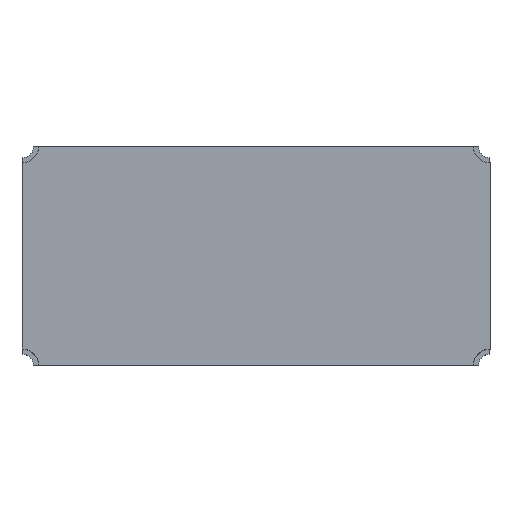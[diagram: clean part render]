
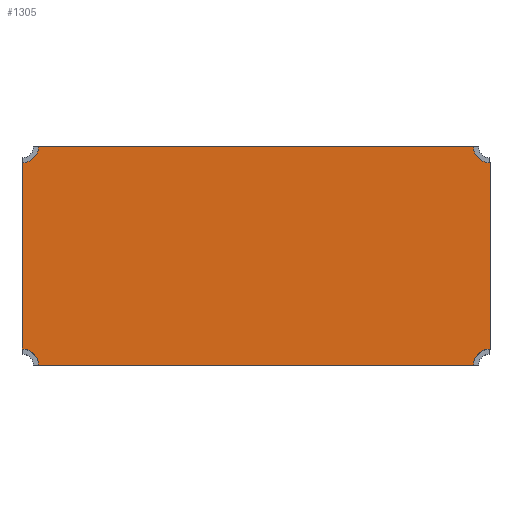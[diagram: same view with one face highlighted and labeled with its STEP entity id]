
A CAD part, top view. The second image highlights one B-rep face of the part: STEP entity #1305.
In plain terms, the highlighted planar face has unit normal (0, 0, 1).
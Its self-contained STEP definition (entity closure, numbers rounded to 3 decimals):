
#9 = DIRECTION ( 'NONE',  ( 0., -1., 0. ) ) ;
#42 = LINE ( 'NONE', #305, #3437 ) ;
#55 = CARTESIAN_POINT ( 'NONE',  ( 3.087, 0., 0. ) ) ;
#74 = DIRECTION ( 'NONE',  ( 0., -1., 0. ) ) ;
#111 = ORIENTED_EDGE ( 'NONE', *, *, #1124, .T. ) ;
#132 = VERTEX_POINT ( 'NONE', #1984 ) ;
#134 = CARTESIAN_POINT ( 'NONE',  ( 3.201, 1.387, 0. ) ) ;
#152 = LINE ( 'NONE', #1788, #3514 ) ;
#163 = ORIENTED_EDGE ( 'NONE', *, *, #1413, .T. ) ;
#188 = ORIENTED_EDGE ( 'NONE', *, *, #3705, .T. ) ;
#193 = CARTESIAN_POINT ( 'NONE',  ( 1.6, 1.387, 0. ) ) ;
#213 = CARTESIAN_POINT ( 'NONE',  ( 1.6, 0.113, 0. ) ) ;
#294 = VECTOR ( 'NONE', #1912, 1000. ) ;
#305 = CARTESIAN_POINT ( 'NONE',  ( 0.113, 0.75, 0. ) ) ;
#370 = CARTESIAN_POINT ( 'NONE',  ( 0., 1.387, 0. ) ) ;
#374 = DIRECTION ( 'NONE',  ( 0., 1., 0. ) ) ;
#394 = EDGE_CURVE ( 'NONE', #3359, #132, #939, .T. ) ;
#461 = EDGE_CURVE ( 'NONE', #2074, #933, #3547, .T. ) ;
#462 = PLANE ( 'NONE',  #3522 ) ;
#480 = CARTESIAN_POINT ( 'NONE',  ( 0., 0.113, 0. ) ) ;
#506 = ORIENTED_EDGE ( 'NONE', *, *, #1897, .T. ) ;
#507 = CARTESIAN_POINT ( 'NONE',  ( 1.6, 1.387, 0. ) ) ;
#606 = ORIENTED_EDGE ( 'NONE', *, *, #655, .T. ) ;
#622 = VECTOR ( 'NONE', #3688, 1000. ) ;
#638 = CARTESIAN_POINT ( 'NONE',  ( 3.201, 0.113, 0. ) ) ;
#655 = EDGE_CURVE ( 'NONE', #3325, #3319, #1905, .T. ) ;
#690 = DIRECTION ( 'NONE',  ( 0., -1., 0. ) ) ;
#703 = DIRECTION ( 'NONE',  ( 1., 0., 0. ) ) ;
#764 = VERTEX_POINT ( 'NONE', #2062 ) ;
#818 = CARTESIAN_POINT ( 'NONE',  ( 0.113, 0., 0. ) ) ;
#856 = DIRECTION ( 'NONE',  ( -1., 0., 0. ) ) ;
#876 = EDGE_CURVE ( 'NONE', #764, #2074, #2473, .T. ) ;
#903 = ORIENTED_EDGE ( 'NONE', *, *, #2477, .T. ) ;
#933 = VERTEX_POINT ( 'NONE', #2693 ) ;
#939 = CIRCLE ( 'NONE', #1419, 0.113 ) ;
#982 = VERTEX_POINT ( 'NONE', #2657 ) ;
#1002 = DIRECTION ( 'NONE',  ( 0., 0., -1. ) ) ;
#1027 = DIRECTION ( 'NONE',  ( -1., 0., 0. ) ) ;
#1048 = DIRECTION ( 'NONE',  ( 0., 0., -1. ) ) ;
#1096 = AXIS2_PLACEMENT_3D ( 'NONE', #2512, #1048, #2283 ) ;
#1124 = EDGE_CURVE ( 'NONE', #2863, #1376, #2556, .T. ) ;
#1125 = ORIENTED_EDGE ( 'NONE', *, *, #394, .T. ) ;
#1167 = CARTESIAN_POINT ( 'NONE',  ( 1.6, 0.113, 0. ) ) ;
#1296 = DIRECTION ( 'NONE',  ( -1., 0., 0. ) ) ;
#1305 = ADVANCED_FACE ( 'NONE', ( #1323 ), #462, .T. ) ;
#1323 = FACE_OUTER_BOUND ( 'NONE', #1988, .T. ) ;
#1324 = DIRECTION ( 'NONE',  ( 0., 0., 1. ) ) ;
#1376 = VERTEX_POINT ( 'NONE', #1904 ) ;
#1383 = AXIS2_PLACEMENT_3D ( 'NONE', #2772, #1002, #1296 ) ;
#1398 = CARTESIAN_POINT ( 'NONE',  ( 1.6, 1.501, 0. ) ) ;
#1413 = EDGE_CURVE ( 'NONE', #3549, #3359, #3746, .T. ) ;
#1417 = DIRECTION ( 'NONE',  ( 0., 0., -1. ) ) ;
#1419 = AXIS2_PLACEMENT_3D ( 'NONE', #2754, #3307, #3054 ) ;
#1466 = ORIENTED_EDGE ( 'NONE', *, *, #461, .T. ) ;
#1472 = CARTESIAN_POINT ( 'NONE',  ( 3.087, 0.75, 0. ) ) ;
#1475 = CARTESIAN_POINT ( 'NONE',  ( 3.2, 1.387, 0. ) ) ;
#1581 = EDGE_CURVE ( 'NONE', #1376, #982, #1677, .T. ) ;
#1602 = EDGE_CURVE ( 'NONE', #2053, #3549, #3646, .T. ) ;
#1611 = CIRCLE ( 'NONE', #3155, 0.113 ) ;
#1614 = CARTESIAN_POINT ( 'NONE',  ( 1.6, 0.75, 0. ) ) ;
#1631 = ORIENTED_EDGE ( 'NONE', *, *, #1602, .T. ) ;
#1677 = LINE ( 'NONE', #2409, #1771 ) ;
#1737 = CARTESIAN_POINT ( 'NONE',  ( 0., 1.5, 0. ) ) ;
#1762 = CARTESIAN_POINT ( 'NONE',  ( 0.113, -0.001, 0. ) ) ;
#1771 = VECTOR ( 'NONE', #690, 1000. ) ;
#1784 = CARTESIAN_POINT ( 'NONE',  ( 3.087, 1.501, 0. ) ) ;
#1788 = CARTESIAN_POINT ( 'NONE',  ( 3.087, 0.75, 0. ) ) ;
#1835 = CARTESIAN_POINT ( 'NONE',  ( 0.113, 1.5, 0. ) ) ;
#1842 = EDGE_CURVE ( 'NONE', #982, #2703, #2422, .T. ) ;
#1897 = EDGE_CURVE ( 'NONE', #132, #3325, #152, .T. ) ;
#1904 = CARTESIAN_POINT ( 'NONE',  ( -0.001, 1.387, 0. ) ) ;
#1905 = LINE ( 'NONE', #1398, #2621 ) ;
#1912 = DIRECTION ( 'NONE',  ( 1., 0., 0. ) ) ;
#1919 = EDGE_CURVE ( 'NONE', #3319, #2874, #2383, .T. ) ;
#1984 = CARTESIAN_POINT ( 'NONE',  ( 3.087, 1.5, 0. ) ) ;
#1988 = EDGE_LOOP ( 'NONE', ( #2927, #903, #3068, #3648, #1466, #2016, #1631, #163, #1125, #506, #606, #2532, #188, #111, #2632, #2668 ) ) ;
#2016 = ORIENTED_EDGE ( 'NONE', *, *, #2332, .T. ) ;
#2053 = VERTEX_POINT ( 'NONE', #638 ) ;
#2062 = CARTESIAN_POINT ( 'NONE',  ( 3.087, -0.001, 0. ) ) ;
#2074 = VERTEX_POINT ( 'NONE', #55 ) ;
#2097 = DIRECTION ( 'NONE',  ( 0., 1., 0. ) ) ;
#2224 = EDGE_CURVE ( 'NONE', #3348, #764, #2485, .T. ) ;
#2258 = DIRECTION ( 'NONE',  ( -1., 0., 0. ) ) ;
#2283 = DIRECTION ( 'NONE',  ( -1., 0., 0. ) ) ;
#2332 = EDGE_CURVE ( 'NONE', #933, #2053, #2401, .T. ) ;
#2346 = DIRECTION ( 'NONE',  ( 0., 1., 0. ) ) ;
#2383 = LINE ( 'NONE', #2979, #2717 ) ;
#2401 = LINE ( 'NONE', #1167, #2599 ) ;
#2409 = CARTESIAN_POINT ( 'NONE',  ( -0.001, 0.75, 0. ) ) ;
#2420 = CARTESIAN_POINT ( 'NONE',  ( 3.201, 0.75, 0. ) ) ;
#2422 = LINE ( 'NONE', #213, #294 ) ;
#2473 = LINE ( 'NONE', #1472, #3153 ) ;
#2477 = EDGE_CURVE ( 'NONE', #3735, #3348, #42, .T. ) ;
#2485 = LINE ( 'NONE', #2941, #3249 ) ;
#2512 = CARTESIAN_POINT ( 'NONE',  ( 3.2, 0., 0. ) ) ;
#2532 = ORIENTED_EDGE ( 'NONE', *, *, #1919, .T. ) ;
#2556 = LINE ( 'NONE', #507, #622 ) ;
#2599 = VECTOR ( 'NONE', #3210, 1000. ) ;
#2621 = VECTOR ( 'NONE', #2258, 1000. ) ;
#2632 = ORIENTED_EDGE ( 'NONE', *, *, #1581, .T. ) ;
#2657 = CARTESIAN_POINT ( 'NONE',  ( -0.001, 0.113, 0. ) ) ;
#2668 = ORIENTED_EDGE ( 'NONE', *, *, #1842, .T. ) ;
#2693 = CARTESIAN_POINT ( 'NONE',  ( 3.2, 0.113, 0. ) ) ;
#2703 = VERTEX_POINT ( 'NONE', #480 ) ;
#2717 = VECTOR ( 'NONE', #74, 1000. ) ;
#2754 = CARTESIAN_POINT ( 'NONE',  ( 3.2, 1.5, 0. ) ) ;
#2772 = CARTESIAN_POINT ( 'NONE',  ( 0., 0., 0. ) ) ;
#2805 = VECTOR ( 'NONE', #2097, 1000. ) ;
#2813 = VECTOR ( 'NONE', #1027, 1000. ) ;
#2863 = VERTEX_POINT ( 'NONE', #370 ) ;
#2874 = VERTEX_POINT ( 'NONE', #1835 ) ;
#2927 = ORIENTED_EDGE ( 'NONE', *, *, #3462, .T. ) ;
#2941 = CARTESIAN_POINT ( 'NONE',  ( 1.6, -0.001, 0. ) ) ;
#2979 = CARTESIAN_POINT ( 'NONE',  ( 0.113, 0.75, 0. ) ) ;
#3009 = CIRCLE ( 'NONE', #1383, 0.113 ) ;
#3054 = DIRECTION ( 'NONE',  ( -1., 0., 0. ) ) ;
#3068 = ORIENTED_EDGE ( 'NONE', *, *, #2224, .T. ) ;
#3153 = VECTOR ( 'NONE', #2346, 1000. ) ;
#3155 = AXIS2_PLACEMENT_3D ( 'NONE', #1737, #1417, #856 ) ;
#3198 = DIRECTION ( 'NONE',  ( 1., 0., 0. ) ) ;
#3210 = DIRECTION ( 'NONE',  ( 1., 0., 0. ) ) ;
#3249 = VECTOR ( 'NONE', #3198, 1000. ) ;
#3307 = DIRECTION ( 'NONE',  ( 0., 0., -1. ) ) ;
#3319 = VERTEX_POINT ( 'NONE', #3559 ) ;
#3325 = VERTEX_POINT ( 'NONE', #1784 ) ;
#3348 = VERTEX_POINT ( 'NONE', #1762 ) ;
#3359 = VERTEX_POINT ( 'NONE', #1475 ) ;
#3437 = VECTOR ( 'NONE', #9, 1000. ) ;
#3462 = EDGE_CURVE ( 'NONE', #2703, #3735, #3009, .T. ) ;
#3514 = VECTOR ( 'NONE', #374, 1000. ) ;
#3522 = AXIS2_PLACEMENT_3D ( 'NONE', #1614, #1324, #703 ) ;
#3547 = CIRCLE ( 'NONE', #1096, 0.113 ) ;
#3549 = VERTEX_POINT ( 'NONE', #134 ) ;
#3559 = CARTESIAN_POINT ( 'NONE',  ( 0.113, 1.501, 0. ) ) ;
#3646 = LINE ( 'NONE', #2420, #2805 ) ;
#3648 = ORIENTED_EDGE ( 'NONE', *, *, #876, .T. ) ;
#3688 = DIRECTION ( 'NONE',  ( -1., 0., 0. ) ) ;
#3705 = EDGE_CURVE ( 'NONE', #2874, #2863, #1611, .T. ) ;
#3735 = VERTEX_POINT ( 'NONE', #818 ) ;
#3746 = LINE ( 'NONE', #193, #2813 ) ;
